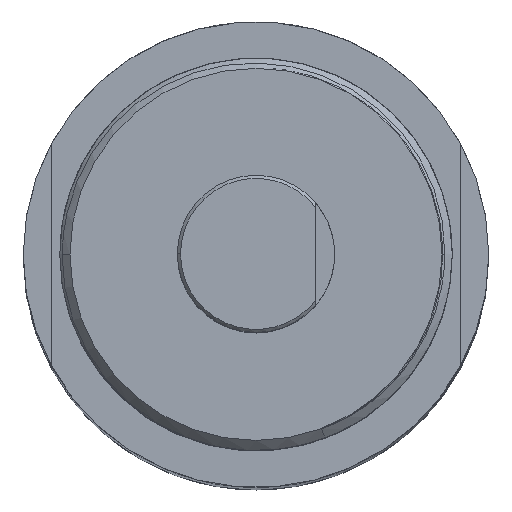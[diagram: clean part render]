
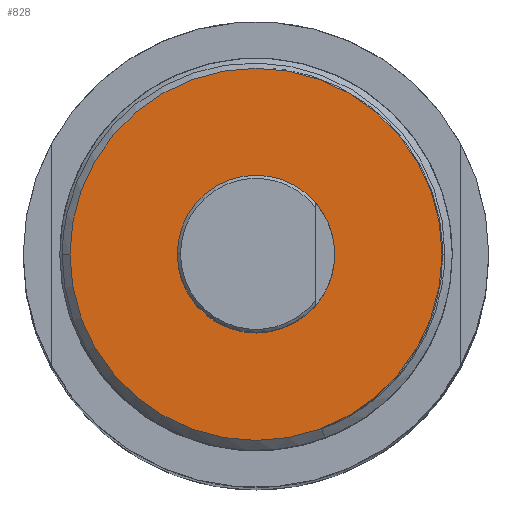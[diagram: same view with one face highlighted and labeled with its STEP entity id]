
A CAD part, top view. The second image highlights one B-rep face of the part: STEP entity #828.
In plain terms, the highlighted planar face has unit normal (0, 0, 1).
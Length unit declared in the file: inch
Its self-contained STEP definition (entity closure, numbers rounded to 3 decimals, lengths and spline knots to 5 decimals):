
#120 = EDGE_CURVE ( 'NONE', #121, #122, #1296, .T. ) ;
#121 = VERTEX_POINT ( 'NONE', #1292 ) ;
#122 = VERTEX_POINT ( 'NONE', #1291 ) ;
#203 = VERTEX_POINT ( 'NONE', #1581 ) ;
#205 = EDGE_CURVE ( 'NONE', #206, #203, #1580, .T. ) ;
#206 = VERTEX_POINT ( 'NONE', #1575 ) ;
#748 = ORIENTED_EDGE ( 'NONE', *, *, #120, .F. ) ;
#749 = ORIENTED_EDGE ( 'NONE', *, *, #750, .F. ) ;
#750 = EDGE_CURVE ( 'NONE', #122, #121, #3023, .T. ) ;
#751 = EDGE_LOOP ( 'NONE', ( #752, #753 ) ) ;
#752 = ORIENTED_EDGE ( 'NONE', *, *, #205, .T. ) ;
#753 = ORIENTED_EDGE ( 'NONE', *, *, #827, .T. ) ;
#769 = EDGE_LOOP ( 'NONE', ( #748, #749 ) ) ;
#827 = EDGE_CURVE ( 'NONE', #203, #206, #4253, .T. ) ;
#828 = ADVANCED_FACE ( 'NONE', ( #4283, #4282 ), #4281, .F. ) ;
#1291 = CARTESIAN_POINT ( 'NONE',  ( 0.29571, 0., 0.28 ) ) ;
#1292 = CARTESIAN_POINT ( 'NONE',  ( -0.29571, 0., 0.28 ) ) ;
#1293 = DIRECTION ( 'NONE',  ( -1., 0., 0. ) ) ;
#1294 = DIRECTION ( 'NONE',  ( 0., 0., -1. ) ) ;
#1295 = AXIS2_PLACEMENT_3D ( 'NONE', #1301, #1294, #1293 ) ;
#1296 = CIRCLE ( 'NONE', #1295, 0.29571 ) ;
#1301 = CARTESIAN_POINT ( 'NONE',  ( 0., 0., 0.28 ) ) ;
#1575 = CARTESIAN_POINT ( 'NONE',  ( -0.125, 0., 0.28 ) ) ;
#1576 = DIRECTION ( 'NONE',  ( -1., 0., 0. ) ) ;
#1577 = DIRECTION ( 'NONE',  ( 0., 0., -1. ) ) ;
#1578 = CARTESIAN_POINT ( 'NONE',  ( 0., 0., 0.28 ) ) ;
#1579 = AXIS2_PLACEMENT_3D ( 'NONE', #1578, #1577, #1576 ) ;
#1580 = CIRCLE ( 'NONE', #1579, 0.125 ) ;
#1581 = CARTESIAN_POINT ( 'NONE',  ( 0.125, 0., 0.28 ) ) ;
#3019 = DIRECTION ( 'NONE',  ( -1., 0., 0. ) ) ;
#3020 = DIRECTION ( 'NONE',  ( 0., 0., -1. ) ) ;
#3021 = CARTESIAN_POINT ( 'NONE',  ( 0., 0., 0.28 ) ) ;
#3022 = AXIS2_PLACEMENT_3D ( 'NONE', #3021, #3020, #3019 ) ;
#3023 = CIRCLE ( 'NONE', #3022, 0.29571 ) ;
#4231 = DIRECTION ( 'NONE',  ( 0., 0., -1. ) ) ;
#4232 = CARTESIAN_POINT ( 'NONE',  ( 0., 0., 0.28 ) ) ;
#4233 = AXIS2_PLACEMENT_3D ( 'NONE', #4232, #4231, #4284 ) ;
#4253 = CIRCLE ( 'NONE', #4233, 0.125 ) ;
#4277 = DIRECTION ( 'NONE',  ( -1., 0., 0. ) ) ;
#4278 = DIRECTION ( 'NONE',  ( 0., 0., -1. ) ) ;
#4279 = CARTESIAN_POINT ( 'NONE',  ( 0.3125, 0., 0.28 ) ) ;
#4280 = AXIS2_PLACEMENT_3D ( 'NONE', #4279, #4278, #4277 ) ;
#4281 = PLANE ( 'NONE',  #4280 ) ;
#4282 = FACE_BOUND ( 'NONE', #751, .T. ) ;
#4283 = FACE_OUTER_BOUND ( 'NONE', #769, .T. ) ;
#4284 = DIRECTION ( 'NONE',  ( -1., 0., 0. ) ) ;
